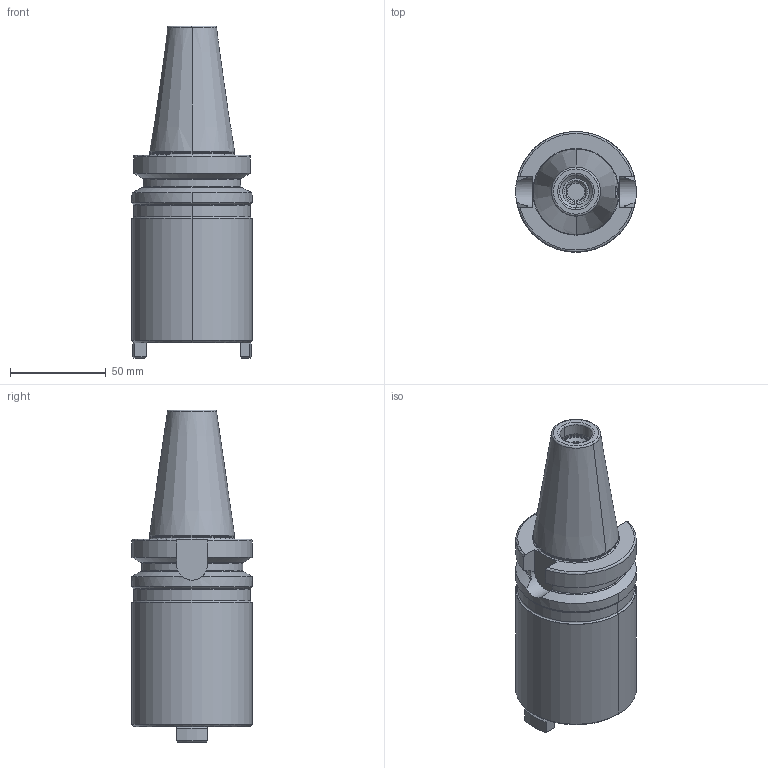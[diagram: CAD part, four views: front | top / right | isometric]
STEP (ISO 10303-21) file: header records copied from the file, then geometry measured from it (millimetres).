
FILE_DESCRIPTION((''),'2;1');
FILE_NAME('405_09_40','2020-09-04T',('101107'),(''),'CREO PARAMETRIC BY PTC INC, 2016260','CREO PARAMETRIC BY PTC INC, 2016260','');
FILE_SCHEMA(('CONFIG_CONTROL_DESIGN'));
Length unit declared in the file: millimetre
Products named in the file (1): 405_09_40
Bounding box: 63 x 63 x 173.4 mm (x, y, z)
Volume: 277479.4 mm3; surface area: 51612.4 mm2
Topology: 1 solids, 1 shells, 176 faces, 427 edges, 260 vertices
Faces by surface type: plane 59, cone 48, cylinder 44, torus 25
Entity records: 5527 total; most frequent: CARTESIAN_POINT 1378, DIRECTION 883, ORIENTED_EDGE 854, EDGE_CURVE 427, AXIS2_PLACEMENT_3D 357, VERTEX_POINT 260, EDGE_LOOP 187, CIRCLE 178
